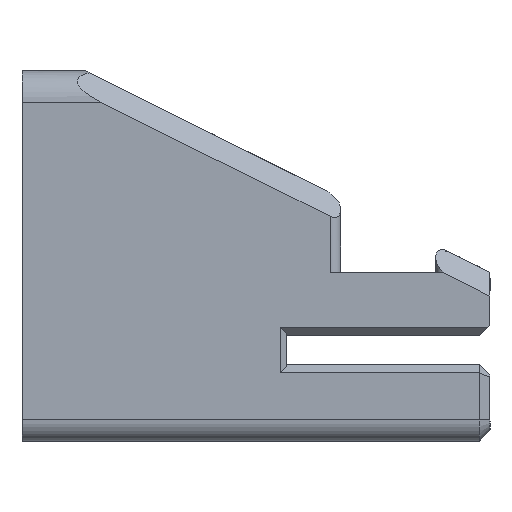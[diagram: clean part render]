
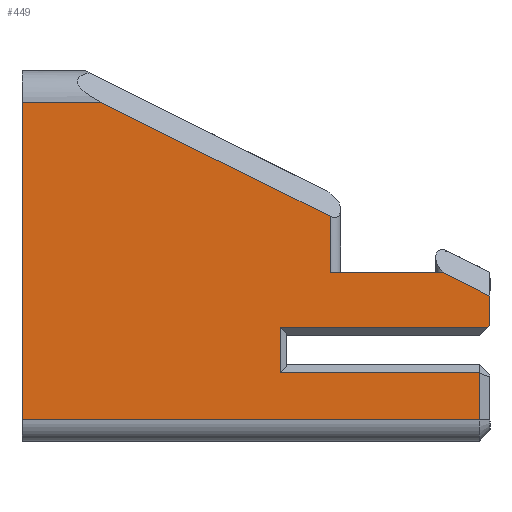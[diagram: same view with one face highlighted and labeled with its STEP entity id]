
A CAD part, left-side view. The second image highlights one B-rep face of the part: STEP entity #449.
In plain terms, the highlighted planar face has unit normal (-1, 0, 0).
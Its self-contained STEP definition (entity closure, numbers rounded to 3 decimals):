
#49 = VERTEX_POINT('',#50);
#50 = CARTESIAN_POINT('',(-18.45,15.,-5.25));
#57 = EDGE_CURVE('',#58,#49,#60,.T.);
#58 = VERTEX_POINT('',#59);
#59 = CARTESIAN_POINT('',(-18.45,15.,24.75));
#60 = LINE('',#61,#62);
#61 = CARTESIAN_POINT('',(-18.45,15.,27.75));
#62 = VECTOR('',#63,1.);
#63 = DIRECTION('',(0.,0.,-1.));
#395 = VERTEX_POINT('',#396);
#396 = CARTESIAN_POINT('',(-18.45,7.463,24.75));
#414 = EDGE_CURVE('',#395,#58,#415,.T.);
#415 = LINE('',#416,#417);
#416 = CARTESIAN_POINT('',(-18.45,13.486,24.75));
#417 = VECTOR('',#418,1.);
#418 = DIRECTION('',(0.,1.,0.));
#430 = EDGE_CURVE('',#49,#431,#433,.T.);
#431 = VERTEX_POINT('',#432);
#432 = CARTESIAN_POINT('',(-18.45,-28.25,-5.25));
#433 = LINE('',#434,#435);
#434 = CARTESIAN_POINT('',(-18.45,15.,-5.25));
#435 = VECTOR('',#436,1.);
#436 = DIRECTION('',(0.,-1.,0.));
#449 = ADVANCED_FACE('',(#450),#533,.T.);
#450 = FACE_BOUND('',#451,.T.);
#451 = EDGE_LOOP('',(#452,#460,#461,#462,#463,#471,#479,#487,#495,#503,
    #511,#519,#527));
#452 = ORIENTED_EDGE('',*,*,#453,.F.);
#453 = EDGE_CURVE('',#395,#454,#456,.T.);
#454 = VERTEX_POINT('',#455);
#455 = CARTESIAN_POINT('',(-18.45,-14.126,13.998));
#456 = LINE('',#457,#458);
#457 = CARTESIAN_POINT('',(-18.45,9.892,25.96));
#458 = VECTOR('',#459,1.);
#459 = DIRECTION('',(0.,-0.895,-0.446)
  );
#460 = ORIENTED_EDGE('',*,*,#414,.T.);
#461 = ORIENTED_EDGE('',*,*,#57,.T.);
#462 = ORIENTED_EDGE('',*,*,#430,.T.);
#463 = ORIENTED_EDGE('',*,*,#464,.F.);
#464 = EDGE_CURVE('',#465,#431,#467,.T.);
#465 = VERTEX_POINT('',#466);
#466 = CARTESIAN_POINT('',(-18.45,-28.25,-0.8));
#467 = LINE('',#468,#469);
#468 = CARTESIAN_POINT('',(-18.45,-28.25,-0.8));
#469 = VECTOR('',#470,1.);
#470 = DIRECTION('',(0.,0.,-1.));
#471 = ORIENTED_EDGE('',*,*,#472,.T.);
#472 = EDGE_CURVE('',#465,#473,#475,.T.);
#473 = VERTEX_POINT('',#474);
#474 = CARTESIAN_POINT('',(-18.45,-9.4,-0.8));
#475 = LINE('',#476,#477);
#476 = CARTESIAN_POINT('',(-18.45,-8.519,-0.8));
#477 = VECTOR('',#478,1.);
#478 = DIRECTION('',(0.,1.,0.));
#479 = ORIENTED_EDGE('',*,*,#480,.F.);
#480 = EDGE_CURVE('',#481,#473,#483,.T.);
#481 = VERTEX_POINT('',#482);
#482 = CARTESIAN_POINT('',(-18.45,-9.4,3.5));
#483 = LINE('',#484,#485);
#484 = CARTESIAN_POINT('',(-18.45,-9.4,0.));
#485 = VECTOR('',#486,1.);
#486 = DIRECTION('',(0.,0.,-1.));
#487 = ORIENTED_EDGE('',*,*,#488,.F.);
#488 = EDGE_CURVE('',#489,#481,#491,.T.);
#489 = VERTEX_POINT('',#490);
#490 = CARTESIAN_POINT('',(-18.45,-29.05,3.5));
#491 = LINE('',#492,#493);
#492 = CARTESIAN_POINT('',(-18.45,-29.25,3.5));
#493 = VECTOR('',#494,1.);
#494 = DIRECTION('',(0.,1.,0.));
#495 = ORIENTED_EDGE('',*,*,#496,.T.);
#496 = EDGE_CURVE('',#489,#497,#499,.T.);
#497 = VERTEX_POINT('',#498);
#498 = CARTESIAN_POINT('',(-18.45,-29.25,3.7));
#499 = LINE('',#500,#501);
#500 = CARTESIAN_POINT('',(-18.45,-23.822,-1.728));
#501 = VECTOR('',#502,1.);
#502 = DIRECTION('',(0.,-0.707,0.707)
  );
#503 = ORIENTED_EDGE('',*,*,#504,.F.);
#504 = EDGE_CURVE('',#505,#497,#507,.T.);
#505 = VERTEX_POINT('',#506);
#506 = CARTESIAN_POINT('',(-18.45,-29.25,6.466));
#507 = LINE('',#508,#509);
#508 = CARTESIAN_POINT('',(-18.45,-29.25,8.7));
#509 = VECTOR('',#510,1.);
#510 = DIRECTION('',(0.,0.,-1.));
#511 = ORIENTED_EDGE('',*,*,#512,.F.);
#512 = EDGE_CURVE('',#513,#505,#515,.T.);
#513 = VERTEX_POINT('',#514);
#514 = CARTESIAN_POINT('',(-18.45,-24.764,8.7));
#515 = LINE('',#516,#517);
#516 = CARTESIAN_POINT('',(-18.45,-20.978,10.585));
#517 = VECTOR('',#518,1.);
#518 = DIRECTION('',(0.,-0.895,-0.446)
  );
#519 = ORIENTED_EDGE('',*,*,#520,.T.);
#520 = EDGE_CURVE('',#513,#521,#523,.T.);
#521 = VERTEX_POINT('',#522);
#522 = CARTESIAN_POINT('',(-18.45,-14.126,8.7));
#523 = LINE('',#524,#525);
#524 = CARTESIAN_POINT('',(-18.45,-13.433,8.7));
#525 = VECTOR('',#526,1.);
#526 = DIRECTION('',(0.,1.,0.));
#527 = ORIENTED_EDGE('',*,*,#528,.T.);
#528 = EDGE_CURVE('',#521,#454,#529,.T.);
#529 = LINE('',#530,#531);
#530 = CARTESIAN_POINT('',(-18.45,-14.126,8.7));
#531 = VECTOR('',#532,1.);
#532 = DIRECTION('',(0.,0.,1.));
#533 = PLANE('',#534);
#534 = AXIS2_PLACEMENT_3D('',#535,#536,#537);
#535 = CARTESIAN_POINT('',(-18.45,-7.038,5.202));
#536 = DIRECTION('',(-1.,0.,0.));
#537 = DIRECTION('',(0.,0.,-1.));
